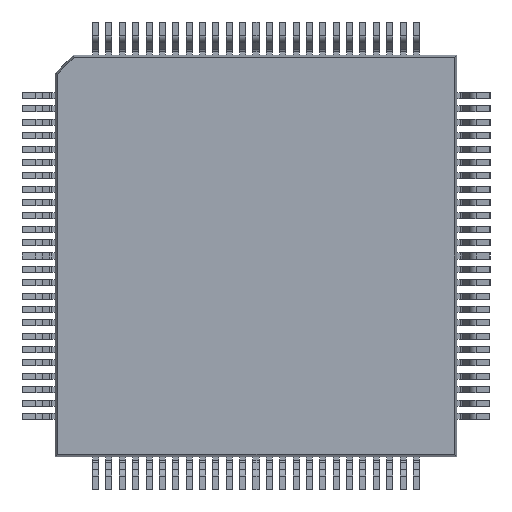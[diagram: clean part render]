
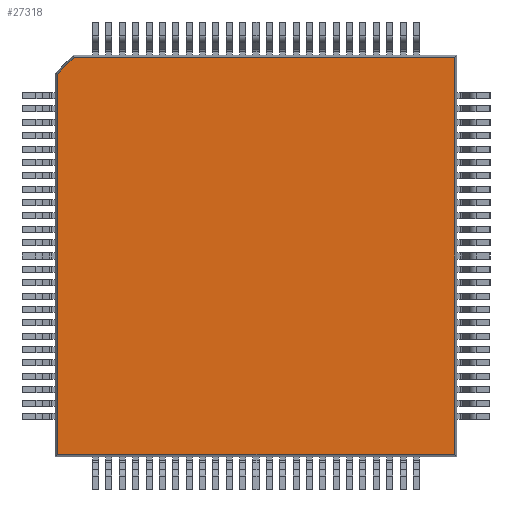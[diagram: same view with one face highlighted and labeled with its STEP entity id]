
A CAD part, front view. The second image highlights one B-rep face of the part: STEP entity #27318.
In plain terms, the highlighted planar face has unit normal (0, -1, 0).
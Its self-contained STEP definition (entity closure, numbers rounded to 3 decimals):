
#66 = VERTEX_POINT ( 'NONE', #26670 ) ;
#495 = EDGE_CURVE ( 'NONE', #66, #8238, #41740, .T. ) ;
#949 = DIRECTION ( 'NONE',  ( 0., 0., 1. ) ) ;
#3083 = EDGE_LOOP ( 'NONE', ( #27150, #11991, #32137, #17589, #32430 ) ) ;
#3340 = CARTESIAN_POINT ( 'NONE',  ( 11.936, 0.2, 0. ) ) ;
#3923 = LINE ( 'NONE', #24338, #11604 ) ;
#5219 = VERTEX_POINT ( 'NONE', #28966 ) ;
#7036 = EDGE_CURVE ( 'NONE', #40986, #29257, #33424, .T. ) ;
#7733 = VECTOR ( 'NONE', #13326, 1000. ) ;
#7927 = DIRECTION ( 'NONE',  ( 1., 0., 0. ) ) ;
#8238 = VERTEX_POINT ( 'NONE', #23312 ) ;
#11604 = VECTOR ( 'NONE', #7927, 1000. ) ;
#11657 = CARTESIAN_POINT ( 'NONE',  ( 0., 0.2, 1.046 ) ) ;
#11991 = ORIENTED_EDGE ( 'NONE', *, *, #19740, .T. ) ;
#13326 = DIRECTION ( 'NONE',  ( 0., 0., -1. ) ) ;
#14591 = CARTESIAN_POINT ( 'NONE',  ( 0.559, 0.2, 1.046 ) ) ;
#17589 = ORIENTED_EDGE ( 'NONE', *, *, #21287, .T. ) ;
#18191 = VECTOR ( 'NONE', #26309, 1000. ) ;
#18540 = CARTESIAN_POINT ( 'NONE',  ( -0.243, 0.2, 0.243 ) ) ;
#19740 = EDGE_CURVE ( 'NONE', #29257, #66, #25144, .T. ) ;
#19949 = CARTESIAN_POINT ( 'NONE',  ( 0.064, 0.2, 0. ) ) ;
#20677 = DIRECTION ( 'NONE',  ( 0., 1., 0. ) ) ;
#21287 = EDGE_CURVE ( 'NONE', #8238, #5219, #3923, .T. ) ;
#21745 = DIRECTION ( 'NONE',  ( -0.707, 0., -0.707 ) ) ;
#23312 = CARTESIAN_POINT ( 'NONE',  ( 0.064, 0.2, -10.826 ) ) ;
#24338 = CARTESIAN_POINT ( 'NONE',  ( 0., 0.2, -10.826 ) ) ;
#24662 = VECTOR ( 'NONE', #34696, 1000. ) ;
#25144 = LINE ( 'NONE', #18540, #42713 ) ;
#25901 = CARTESIAN_POINT ( 'NONE',  ( 11.936, 0.2, 1.046 ) ) ;
#26309 = DIRECTION ( 'NONE',  ( 0., 0., 1. ) ) ;
#26670 = CARTESIAN_POINT ( 'NONE',  ( 0.064, 0.2, 0.551 ) ) ;
#27150 = ORIENTED_EDGE ( 'NONE', *, *, #7036, .T. ) ;
#27318 = ADVANCED_FACE ( 'NONE', ( #35203 ), #40229, .F. ) ;
#28966 = CARTESIAN_POINT ( 'NONE',  ( 11.936, 0.2, -10.826 ) ) ;
#29257 = VERTEX_POINT ( 'NONE', #14591 ) ;
#32137 = ORIENTED_EDGE ( 'NONE', *, *, #495, .T. ) ;
#32430 = ORIENTED_EDGE ( 'NONE', *, *, #39624, .T. ) ;
#33424 = LINE ( 'NONE', #11657, #24662 ) ;
#34298 = AXIS2_PLACEMENT_3D ( 'NONE', #40373, #20677, #949 ) ;
#34696 = DIRECTION ( 'NONE',  ( -1., 0., 0. ) ) ;
#35203 = FACE_OUTER_BOUND ( 'NONE', #3083, .T. ) ;
#35714 = LINE ( 'NONE', #3340, #18191 ) ;
#39624 = EDGE_CURVE ( 'NONE', #5219, #40986, #35714, .T. ) ;
#40229 = PLANE ( 'NONE',  #34298 ) ;
#40373 = CARTESIAN_POINT ( 'NONE',  ( 0., 0.2, 0. ) ) ;
#40986 = VERTEX_POINT ( 'NONE', #25901 ) ;
#41740 = LINE ( 'NONE', #19949, #7733 ) ;
#42713 = VECTOR ( 'NONE', #21745, 1000. ) ;
